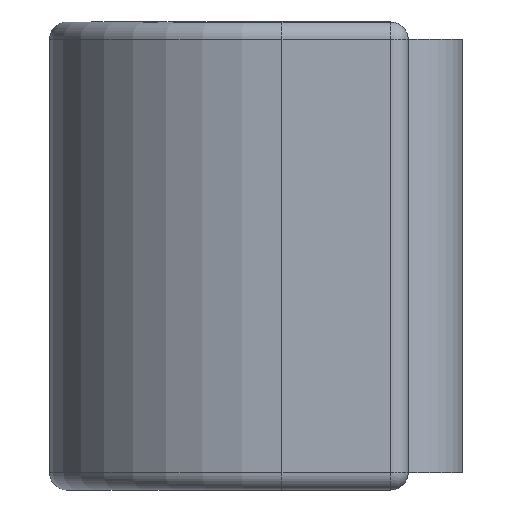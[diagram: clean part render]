
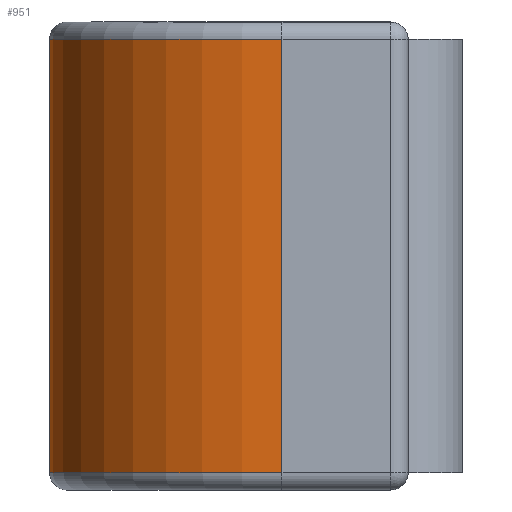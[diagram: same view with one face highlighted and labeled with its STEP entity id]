
A CAD part, left-side view. The second image highlights one B-rep face of the part: STEP entity #951.
In plain terms, the highlighted cylindrical face has radius 10.223 mm (diameter 20.447 mm), a partial arc.
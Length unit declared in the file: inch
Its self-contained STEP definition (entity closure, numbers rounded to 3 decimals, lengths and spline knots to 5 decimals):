
#85 = CARTESIAN_POINT ( 'NONE',  ( -1.0275, 0.3125, -0.375 ) ) ;
#198 = DIRECTION ( 'NONE',  ( 1., 0., 0. ) ) ;
#223 = CARTESIAN_POINT ( 'NONE',  ( -1.0275, 0.3125, 0.375 ) ) ;
#265 = CIRCLE ( 'NONE', #3164, 0.4025 ) ;
#307 = CARTESIAN_POINT ( 'NONE',  ( -0.2225, 0.3125, 0.375 ) ) ;
#327 = VERTEX_POINT ( 'NONE', #1148 ) ;
#374 = VERTEX_POINT ( 'NONE', #2244 ) ;
#412 = DIRECTION ( 'NONE',  ( 0., 0., 1. ) ) ;
#470 = DIRECTION ( 'NONE',  ( 1., 0., 0. ) ) ;
#481 = DIRECTION ( 'NONE',  ( 0., 0., -1. ) ) ;
#558 = DIRECTION ( 'NONE',  ( 0., 0., -1. ) ) ;
#585 = VECTOR ( 'NONE', #558, 39.37008 ) ;
#647 = VECTOR ( 'NONE', #481, 39.37008 ) ;
#689 = ORIENTED_EDGE ( 'NONE', *, *, #2122, .F. ) ;
#789 = ORIENTED_EDGE ( 'NONE', *, *, #1479, .F. ) ;
#943 = AXIS2_PLACEMENT_3D ( 'NONE', #3475, #1847, #198 ) ;
#951 = ADVANCED_FACE ( 'NONE', ( #2770 ), #2428, .T. ) ;
#1148 = CARTESIAN_POINT ( 'NONE',  ( -0.2225, 0.3125, -0.375 ) ) ;
#1479 = EDGE_CURVE ( 'NONE', #3226, #374, #265, .T. ) ;
#1535 = EDGE_CURVE ( 'NONE', #3226, #327, #2064, .T. ) ;
#1592 = AXIS2_PLACEMENT_3D ( 'NONE', #2657, #1839, #470 ) ;
#1839 = DIRECTION ( 'NONE',  ( 0., 0., 1. ) ) ;
#1847 = DIRECTION ( 'NONE',  ( 0., 0., 1. ) ) ;
#1865 = VERTEX_POINT ( 'NONE', #85 ) ;
#1907 = CIRCLE ( 'NONE', #943, 0.4025 ) ;
#1924 = ORIENTED_EDGE ( 'NONE', *, *, #1535, .T. ) ;
#2060 = CARTESIAN_POINT ( 'NONE',  ( -0.625, 0.3125, 0.375 ) ) ;
#2064 = LINE ( 'NONE', #307, #585 ) ;
#2122 = EDGE_CURVE ( 'NONE', #374, #1865, #2758, .T. ) ;
#2135 = EDGE_LOOP ( 'NONE', ( #1924, #3376, #689, #789 ) ) ;
#2244 = CARTESIAN_POINT ( 'NONE',  ( -1.0275, 0.3125, 0.375 ) ) ;
#2338 = DIRECTION ( 'NONE',  ( 1., 0., 0. ) ) ;
#2428 = CYLINDRICAL_SURFACE ( 'NONE', #1592, 0.4025 ) ;
#2657 = CARTESIAN_POINT ( 'NONE',  ( -0.625, 0.3125, 0. ) ) ;
#2758 = LINE ( 'NONE', #223, #647 ) ;
#2770 = FACE_OUTER_BOUND ( 'NONE', #2135, .T. ) ;
#3164 = AXIS2_PLACEMENT_3D ( 'NONE', #2060, #412, #2338 ) ;
#3174 = CARTESIAN_POINT ( 'NONE',  ( -0.2225, 0.3125, 0.375 ) ) ;
#3226 = VERTEX_POINT ( 'NONE', #3174 ) ;
#3344 = EDGE_CURVE ( 'NONE', #327, #1865, #1907, .T. ) ;
#3376 = ORIENTED_EDGE ( 'NONE', *, *, #3344, .T. ) ;
#3475 = CARTESIAN_POINT ( 'NONE',  ( -0.625, 0.3125, -0.375 ) ) ;
